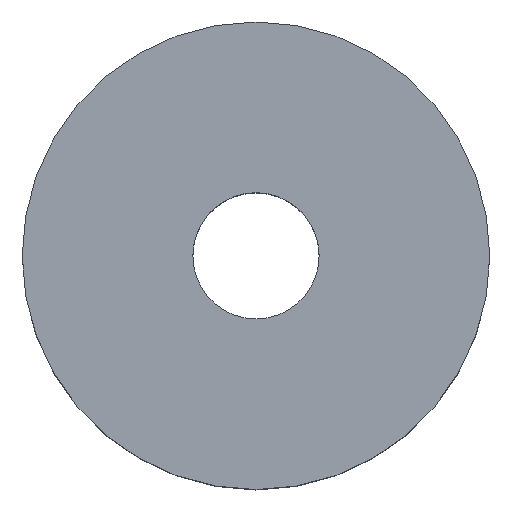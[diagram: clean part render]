
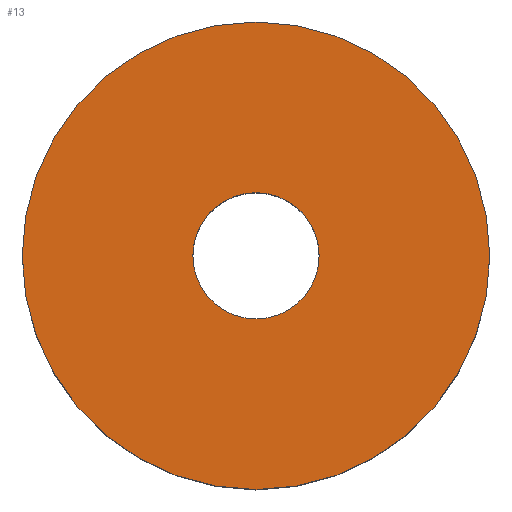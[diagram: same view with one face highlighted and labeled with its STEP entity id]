
A CAD part, top view. The second image highlights one B-rep face of the part: STEP entity #13.
In plain terms, the highlighted planar face has unit normal (0, 0, 1).
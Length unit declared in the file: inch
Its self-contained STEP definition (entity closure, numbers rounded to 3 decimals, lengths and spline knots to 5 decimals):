
#7 = EDGE_CURVE ( 'NONE', #212, #210, #38, .T. ) ;
#8 = EDGE_CURVE ( 'NONE', #208, #207, #24, .T. ) ;
#13 = ADVANCED_FACE ( 'NONE', ( #50, #76 ), #174, .T. ) ;
#16 = EDGE_CURVE ( 'NONE', #207, #208, #27, .T. ) ;
#21 = EDGE_CURVE ( 'NONE', #210, #212, #29, .T. ) ;
#24 = CIRCLE ( 'NONE', #47, 0.0675 ) ;
#27 = CIRCLE ( 'NONE', #87, 0.0675 ) ;
#29 = CIRCLE ( 'NONE', #73, 0.25 ) ;
#38 = CIRCLE ( 'NONE', #41, 0.25 ) ;
#41 = AXIS2_PLACEMENT_3D ( 'NONE', #194, #195, #196 ) ;
#47 = AXIS2_PLACEMENT_3D ( 'NONE', #190, #189, #188 ) ;
#50 = FACE_OUTER_BOUND ( 'NONE', #55, .T. ) ;
#55 = EDGE_LOOP ( 'NONE', ( #69, #66 ) ) ;
#59 = EDGE_LOOP ( 'NONE', ( #68, #64 ) ) ;
#64 = ORIENTED_EDGE ( 'NONE', *, *, #8, .F. ) ;
#66 = ORIENTED_EDGE ( 'NONE', *, *, #21, .T. ) ;
#68 = ORIENTED_EDGE ( 'NONE', *, *, #16, .F. ) ;
#69 = ORIENTED_EDGE ( 'NONE', *, *, #7, .T. ) ;
#73 = AXIS2_PLACEMENT_3D ( 'NONE', #155, #146, #147 ) ;
#76 = FACE_BOUND ( 'NONE', #59, .T. ) ;
#82 = AXIS2_PLACEMENT_3D ( 'NONE', #173, #172, #171 ) ;
#87 = AXIS2_PLACEMENT_3D ( 'NONE', #164, #163, #162 ) ;
#123 = CARTESIAN_POINT ( 'NONE',  ( 0.0675, 0., 0.25 ) ) ;
#124 = CARTESIAN_POINT ( 'NONE',  ( -0.0675, 0., 0.25 ) ) ;
#141 = CARTESIAN_POINT ( 'NONE',  ( 0.25, 0., 0.25 ) ) ;
#146 = DIRECTION ( 'NONE',  ( 0., 0., 1. ) ) ;
#147 = DIRECTION ( 'NONE',  ( 1., 0., 0. ) ) ;
#155 = CARTESIAN_POINT ( 'NONE',  ( 0., 0., 0.25 ) ) ;
#162 = DIRECTION ( 'NONE',  ( 1., 0., 0. ) ) ;
#163 = DIRECTION ( 'NONE',  ( 0., 0., 1. ) ) ;
#164 = CARTESIAN_POINT ( 'NONE',  ( 0., 0., 0.25 ) ) ;
#171 = DIRECTION ( 'NONE',  ( 1., 0., 0. ) ) ;
#172 = DIRECTION ( 'NONE',  ( 0., 0., 1. ) ) ;
#173 = CARTESIAN_POINT ( 'NONE',  ( 0., 0., 0.25 ) ) ;
#174 = PLANE ( 'NONE',  #82 ) ;
#188 = DIRECTION ( 'NONE',  ( 1., 0., 0. ) ) ;
#189 = DIRECTION ( 'NONE',  ( 0., 0., 1. ) ) ;
#190 = CARTESIAN_POINT ( 'NONE',  ( 0., 0., 0.25 ) ) ;
#193 = CARTESIAN_POINT ( 'NONE',  ( -0.25, 0., 0.25 ) ) ;
#194 = CARTESIAN_POINT ( 'NONE',  ( 0., 0., 0.25 ) ) ;
#195 = DIRECTION ( 'NONE',  ( 0., 0., 1. ) ) ;
#196 = DIRECTION ( 'NONE',  ( 1., 0., 0. ) ) ;
#207 = VERTEX_POINT ( 'NONE', #124 ) ;
#208 = VERTEX_POINT ( 'NONE', #123 ) ;
#210 = VERTEX_POINT ( 'NONE', #141 ) ;
#212 = VERTEX_POINT ( 'NONE', #193 ) ;
